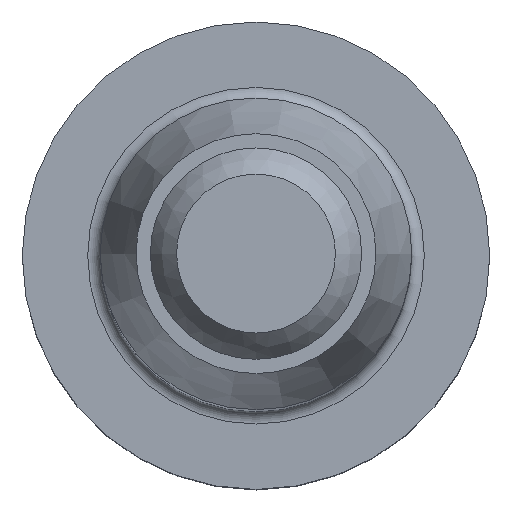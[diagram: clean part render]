
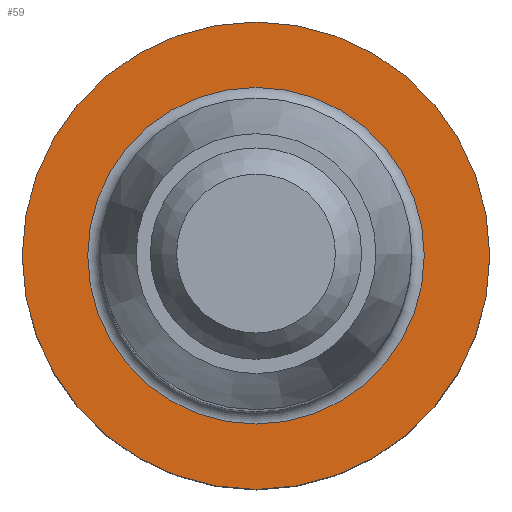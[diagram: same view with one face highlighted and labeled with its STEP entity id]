
A CAD part, top view. The second image highlights one B-rep face of the part: STEP entity #59.
In plain terms, the highlighted planar face has unit normal (0, 0, 1).
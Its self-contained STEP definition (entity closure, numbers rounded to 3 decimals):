
#59 = ADVANCED_FACE( '', ( #131, #132 ), #133, .F. );
#131 = FACE_BOUND( '', #217, .T. );
#132 = FACE_OUTER_BOUND( '', #218, .T. );
#133 = PLANE( '', #219 );
#217 = EDGE_LOOP( '', ( #324 ) );
#218 = EDGE_LOOP( '', ( #325 ) );
#219 = AXIS2_PLACEMENT_3D( '', #326, #327, #328 );
#324 = ORIENTED_EDGE( '', *, *, #461, .T. );
#325 = ORIENTED_EDGE( '', *, *, #473, .F. );
#326 = CARTESIAN_POINT( '', ( 0., 0., 0. ) );
#327 = DIRECTION( '', ( 0., 0., -1. ) );
#328 = DIRECTION( '', ( -1., 0., 0. ) );
#461 = EDGE_CURVE( '', #535, #535, #536, .T. );
#473 = EDGE_CURVE( '', #553, #553, #554, .T. );
#535 = VERTEX_POINT( '', #634 );
#536 = CIRCLE( '', #635, 10.8 );
#553 = VERTEX_POINT( '', #656 );
#554 = CIRCLE( '', #657, 15. );
#634 = CARTESIAN_POINT( '', ( -10.8, 0., 0. ) );
#635 = AXIS2_PLACEMENT_3D( '', #727, #728, #729 );
#656 = CARTESIAN_POINT( '', ( 15., 0., 0. ) );
#657 = AXIS2_PLACEMENT_3D( '', #743, #744, #745 );
#727 = CARTESIAN_POINT( '', ( 0., 0., 0. ) );
#728 = DIRECTION( '', ( 0., 0., -1. ) );
#729 = DIRECTION( '', ( -1., 0., 0. ) );
#743 = CARTESIAN_POINT( '', ( 0., 0., 0. ) );
#744 = DIRECTION( '', ( 0., 0., -1. ) );
#745 = DIRECTION( '', ( 1., 0., 0. ) );
